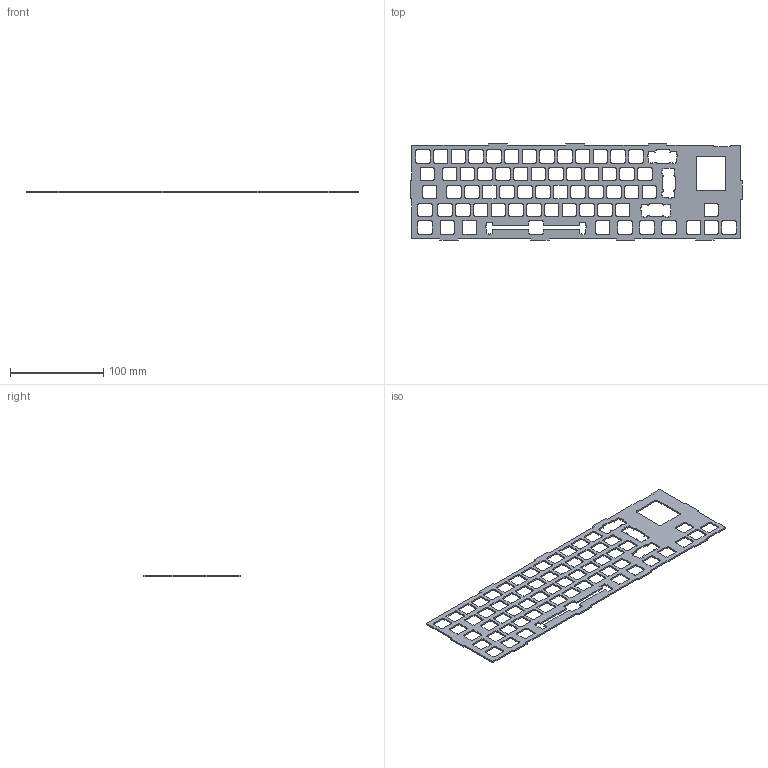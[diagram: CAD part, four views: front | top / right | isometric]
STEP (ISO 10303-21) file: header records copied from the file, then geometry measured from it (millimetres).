
FILE_DESCRIPTION(('KiCad electronic assembly'),'2;1');
FILE_NAME('plate.step','2024-01-21T16:32:22',('Pcbnew'),('Kicad'), 'Open CASCADE STEP processor 7.7','KiCad to STEP converter','Unknown' );
FILE_SCHEMA(('AUTOMOTIVE_DESIGN { 1 0 10303 214 1 1 1 1 }'));
Length unit declared in the file: millimetre
Products named in the file (2): plate 1; _autosave-plate PCB
Assembly tree (1 placements, depth 2):
  plate 1
    _autosave-plate PCB
Bounding box: 356.23 x 103.75 x 1.6 mm (x, y, z)
Volume: 30629 mm3; surface area: 46823.4 mm2
Topology: 1 solids, 1 shells, 1056 faces, 3162 edges, 2108 vertices
Faces by surface type: plane 1056
Entity records: 76227 total; most frequent: CARTESIAN_POINT 12652, DIRECTION 11602, LINE 9486, VECTOR 9486, ORIENTED_EDGE 6324, PCURVE 6324, DEFINITIONAL_REPRESENTATION 6324, EDGE_CURVE 3162
